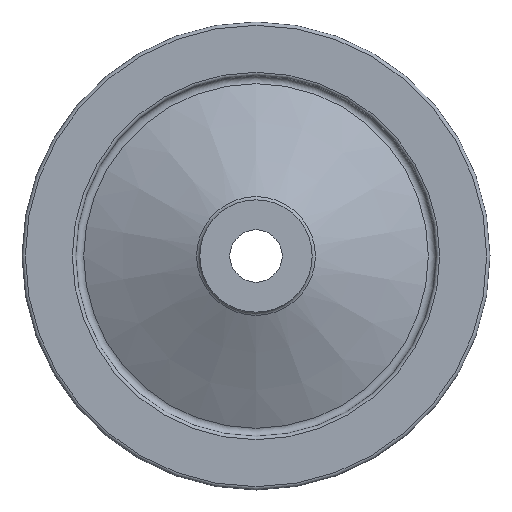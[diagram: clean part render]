
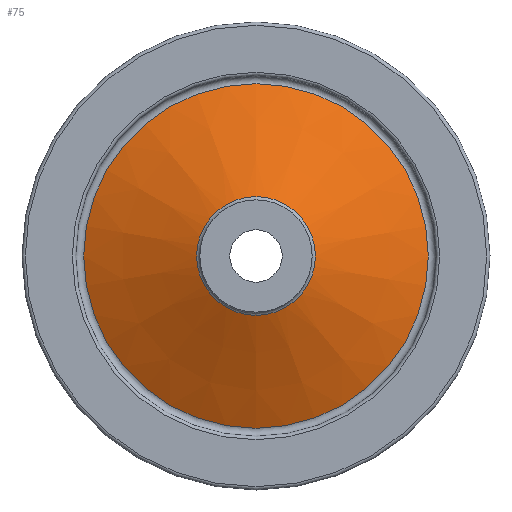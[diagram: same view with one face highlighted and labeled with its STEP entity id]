
A CAD part, left-side view. The second image highlights one B-rep face of the part: STEP entity #75.
In plain terms, the highlighted conical face has half-angle 64.667 degrees and reference radius 15.858 mm.
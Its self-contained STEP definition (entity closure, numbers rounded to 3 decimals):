
#75 = ADVANCED_FACE( '', ( #162, #163 ), #164, .T. );
#162 = FACE_OUTER_BOUND( '', #245, .T. );
#163 = FACE_BOUND( '', #246, .T. );
#164 = CONICAL_SURFACE( '', #247, 15.858, 1.129 );
#245 = EDGE_LOOP( '', ( #354 ) );
#246 = EDGE_LOOP( '', ( #355 ) );
#247 = AXIS2_PLACEMENT_3D( '', #356, #357, #358 );
#354 = ORIENTED_EDGE( '', *, *, #403, .F. );
#355 = ORIENTED_EDGE( '', *, *, #405, .T. );
#356 = CARTESIAN_POINT( '', ( 11.218, 0., 0. ) );
#357 = DIRECTION( '', ( 1., 0., 0. ) );
#358 = DIRECTION( '', ( 0., 0., -1. ) );
#403 = EDGE_CURVE( '', #457, #457, #458, .T. );
#405 = EDGE_CURVE( '', #460, #460, #461, .T. );
#457 = VERTEX_POINT( '', #514 );
#458 = CIRCLE( '', #515, 46.014 );
#460 = VERTEX_POINT( '', #517 );
#461 = CIRCLE( '', #518, 15.858 );
#514 = CARTESIAN_POINT( '', ( 25.494, 0., -46.014 ) );
#515 = AXIS2_PLACEMENT_3D( '', #571, #572, #573 );
#517 = CARTESIAN_POINT( '', ( 11.218, 0., -15.858 ) );
#518 = AXIS2_PLACEMENT_3D( '', #574, #575, #576 );
#571 = CARTESIAN_POINT( '', ( 25.494, 0., 0. ) );
#572 = DIRECTION( '', ( 1., 0., 0. ) );
#573 = DIRECTION( '', ( 0., 0., -1. ) );
#574 = CARTESIAN_POINT( '', ( 11.218, 0., 0. ) );
#575 = DIRECTION( '', ( 1., 0., 0. ) );
#576 = DIRECTION( '', ( 0., 0., -1. ) );
